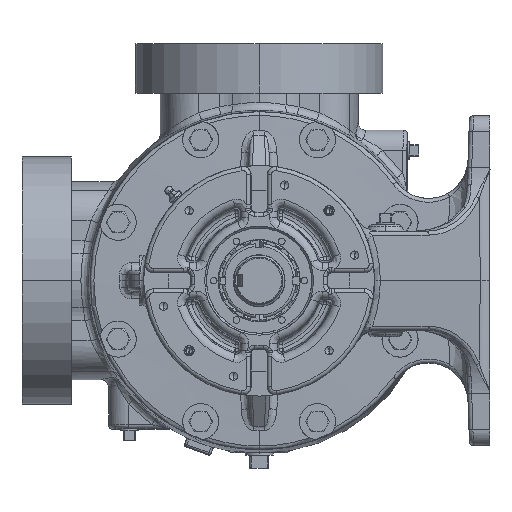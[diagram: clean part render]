
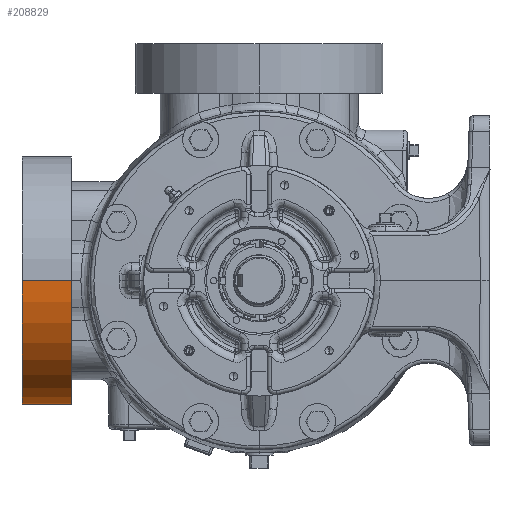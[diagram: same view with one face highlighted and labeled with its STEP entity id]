
A CAD part, left-side view. The second image highlights one B-rep face of the part: STEP entity #208829.
In plain terms, the highlighted cylindrical face has radius 95.25 mm (diameter 190.5 mm), a partial arc.
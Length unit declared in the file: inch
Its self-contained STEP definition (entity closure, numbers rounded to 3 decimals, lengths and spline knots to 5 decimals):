
#1164 = CARTESIAN_POINT ( 'NONE',  ( 7.095, 7.1875, 0. ) ) ;
#10536 = EDGE_CURVE ( 'NONE', #197912, #215382, #62070, .T. ) ;
#13963 = VERTEX_POINT ( 'NONE', #97672 ) ;
#16649 = ORIENTED_EDGE ( 'NONE', *, *, #226941, .F. ) ;
#25837 = VECTOR ( 'NONE', #105600, 39.37008 ) ;
#38302 = DIRECTION ( 'NONE',  ( 0., -1., 0. ) ) ;
#49446 = DIRECTION ( 'NONE',  ( 0., -1., 0. ) ) ;
#50805 = FACE_OUTER_BOUND ( 'NONE', #185731, .T. ) ;
#59883 = DIRECTION ( 'NONE',  ( 0., -1., 0. ) ) ;
#62070 = LINE ( 'NONE', #122495, #25837 ) ;
#66408 = DIRECTION ( 'NONE',  ( 0., -1., 0. ) ) ;
#69580 = CIRCLE ( 'NONE', #172803, 3.75 ) ;
#76090 = ORIENTED_EDGE ( 'NONE', *, *, #212668, .T. ) ;
#79267 = CIRCLE ( 'NONE', #164406, 3.75 ) ;
#92890 = CYLINDRICAL_SURFACE ( 'NONE', #220215, 3.75 ) ;
#93577 = EDGE_CURVE ( 'NONE', #197912, #138140, #69580, .T. ) ;
#95435 = CARTESIAN_POINT ( 'NONE',  ( -0.405, 7.1875, 0. ) ) ;
#97672 = CARTESIAN_POINT ( 'NONE',  ( 7.095, 5.6875, 0. ) ) ;
#102046 = DIRECTION ( 'NONE',  ( -1., 0., 0. ) ) ;
#105600 = DIRECTION ( 'NONE',  ( 0., -1., 0. ) ) ;
#116767 = DIRECTION ( 'NONE',  ( -1., 0., 0. ) ) ;
#122495 = CARTESIAN_POINT ( 'NONE',  ( -0.405, 4.98196, 0. ) ) ;
#138140 = VERTEX_POINT ( 'NONE', #1164 ) ;
#138501 = ORIENTED_EDGE ( 'NONE', *, *, #93577, .T. ) ;
#142674 = CARTESIAN_POINT ( 'NONE',  ( 3.345, 5.6875, 0. ) ) ;
#164406 = AXIS2_PLACEMENT_3D ( 'NONE', #142674, #59883, #102046 ) ;
#172803 = AXIS2_PLACEMENT_3D ( 'NONE', #251560, #38302, #275336 ) ;
#173099 = CARTESIAN_POINT ( 'NONE',  ( 7.095, 4.98196, 0. ) ) ;
#185731 = EDGE_LOOP ( 'NONE', ( #138501, #76090, #16649, #241235 ) ) ;
#191394 = LINE ( 'NONE', #173099, #194742 ) ;
#194742 = VECTOR ( 'NONE', #66408, 39.37008 ) ;
#197912 = VERTEX_POINT ( 'NONE', #95435 ) ;
#203700 = CARTESIAN_POINT ( 'NONE',  ( 3.345, 4.98196, 0. ) ) ;
#208829 = ADVANCED_FACE ( 'NONE', ( #50805 ), #92890, .T. ) ;
#212668 = EDGE_CURVE ( 'NONE', #138140, #13963, #191394, .T. ) ;
#215382 = VERTEX_POINT ( 'NONE', #258558 ) ;
#220215 = AXIS2_PLACEMENT_3D ( 'NONE', #203700, #49446, #116767 ) ;
#226941 = EDGE_CURVE ( 'NONE', #215382, #13963, #79267, .T. ) ;
#241235 = ORIENTED_EDGE ( 'NONE', *, *, #10536, .F. ) ;
#251560 = CARTESIAN_POINT ( 'NONE',  ( 3.345, 7.1875, 0. ) ) ;
#258558 = CARTESIAN_POINT ( 'NONE',  ( -0.405, 5.6875, 0. ) ) ;
#275336 = DIRECTION ( 'NONE',  ( -1., 0., 0. ) ) ;
